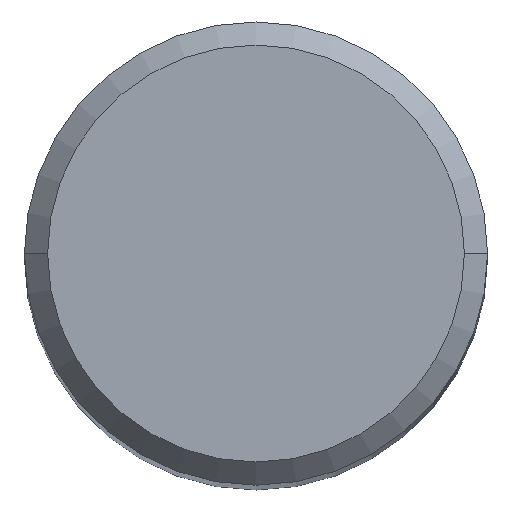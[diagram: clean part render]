
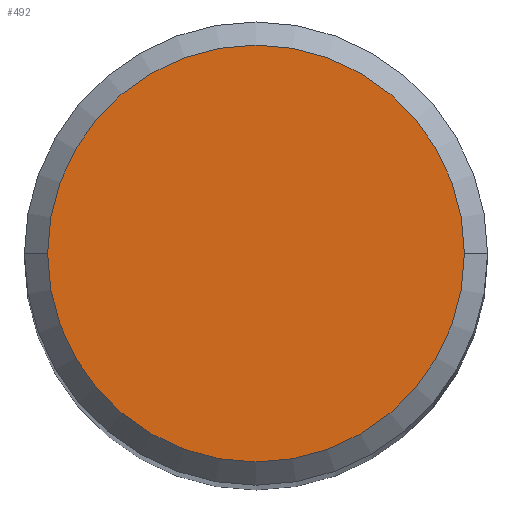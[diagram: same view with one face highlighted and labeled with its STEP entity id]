
A CAD part, top view. The second image highlights one B-rep face of the part: STEP entity #492.
In plain terms, the highlighted planar face has unit normal (0, 0, 1).
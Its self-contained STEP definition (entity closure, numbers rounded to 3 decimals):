
#231=CARTESIAN_POINT('',(0.,0.,36.));
#232=DIRECTION('',(0.,0.,1.));
#233=DIRECTION('',(-1.,0.,0.));
#234=AXIS2_PLACEMENT_3D('',#231,#232,#233);
#239=CARTESIAN_POINT('',(0.,0.,36.));
#240=DIRECTION('',(0.,0.,1.));
#241=DIRECTION('',(1.,0.,0.));
#242=AXIS2_PLACEMENT_3D('',#239,#240,#241);
#282=CARTESIAN_POINT('',(-2.7,0.,36.));
#283=CARTESIAN_POINT('',(2.7,0.,36.));
#284=VERTEX_POINT('',#282);
#285=VERTEX_POINT('',#283);
#482=CARTESIAN_POINT('',(0.,0.,36.));
#483=DIRECTION('',(0.,0.,1.));
#484=DIRECTION('',(-1.,0.,0.));
#485=AXIS2_PLACEMENT_3D('',#482,#483,#484);
#486=PLANE('',#485);
#488=ORIENTED_EDGE('',*,*,#487,.F.);
#489=ORIENTED_EDGE('',*,*,#472,.F.);
#490=EDGE_LOOP('',(#488,#489));
#491=FACE_OUTER_BOUND('',#490,.F.);
#235=CIRCLE('',#234,2.7);
#243=CIRCLE('',#242,2.7);
#472=EDGE_CURVE('',#285,#284,#243,.T.);
#487=EDGE_CURVE('',#284,#285,#235,.T.);
#492=ADVANCED_FACE('',(#491),#486,.T.);
